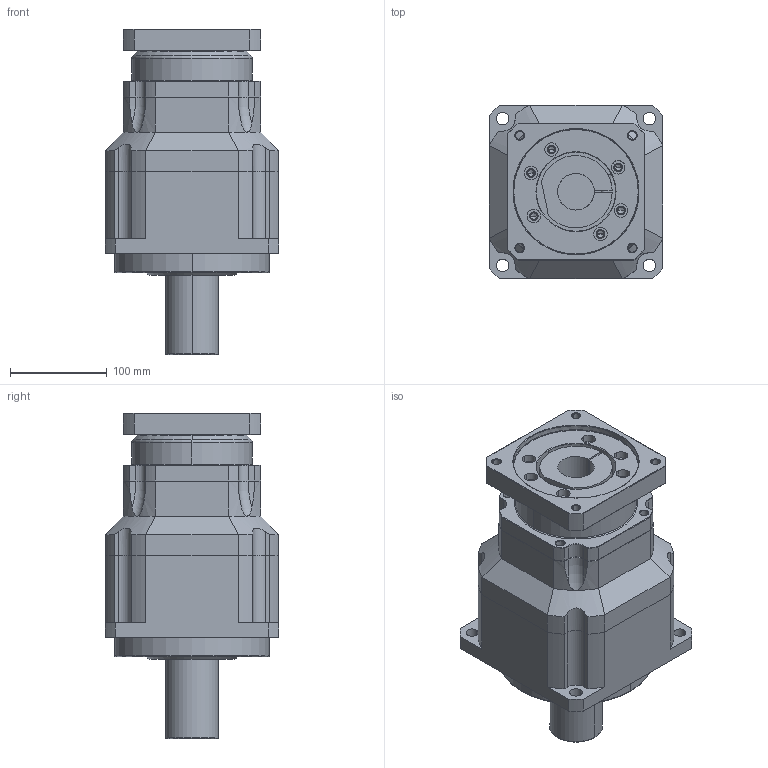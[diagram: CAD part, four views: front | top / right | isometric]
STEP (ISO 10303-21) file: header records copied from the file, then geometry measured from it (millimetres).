
FILE_DESCRIPTION((''),'2;1');
FILE_NAME('AB1802-P4150201_ASM','2008-02-25T',('d00280'),(''),'PRO/ENGINEER BY PARAMETRIC TECHNOLOGY CORPORATION, 2006170','PRO/ENGINEER BY PARAMETRIC TECHNOLOGY CORPORATION, 2006170','');
FILE_SCHEMA(('CONFIG_CONTROL_DESIGN'));
Length unit declared in the file: millimetre
Products named in the file (5): AB1802; AB1802-1; PK950001; P4150201; AB1802-P4150201_ASM
Assembly tree (4 placements, depth 2):
  AB1802-P4150201_ASM
    AB1802
    AB1802-1
    PK950001
    P4150201
Bounding box: 180 x 180 x 337 mm (x, y, z)
Volume: 5506751.9 mm3; surface area: 390980 mm2
Topology: 4 solids, 16 shells, 476 faces, 1131 edges, 689 vertices
Faces by surface type: cylinder 199, plane 107, cone 106, torus 60, bspline 4
Entity records: 14361 total; most frequent: CARTESIAN_POINT 2926, DIRECTION 2591, ORIENTED_EDGE 2184, EDGE_CURVE 1117, AXIS2_PLACEMENT_3D 1066, VERTEX_POINT 689, CIRCLE 579, EDGE_LOOP 560
